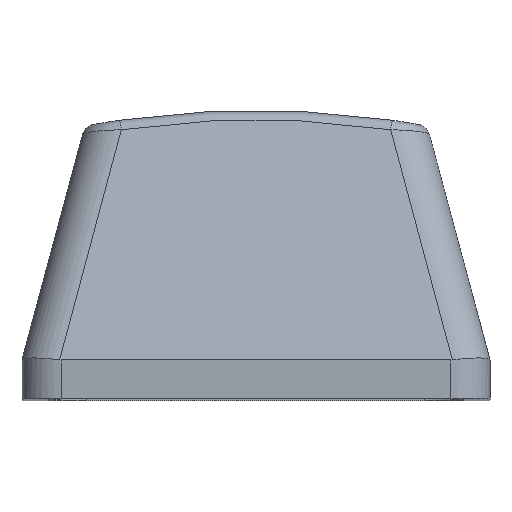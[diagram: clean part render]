
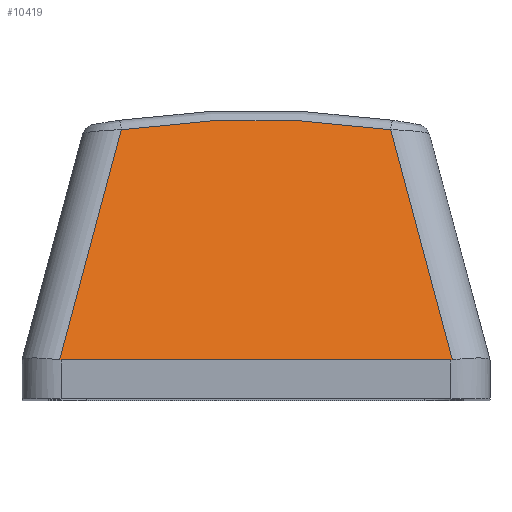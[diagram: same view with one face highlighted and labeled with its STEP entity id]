
A CAD part, top view. The second image highlights one B-rep face of the part: STEP entity #10419.
In plain terms, the highlighted planar face has unit normal (0, 0.259, 0.966).
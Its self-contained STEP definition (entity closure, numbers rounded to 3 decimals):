
#551 = VECTOR ( 'NONE', #10778, 1000. ) ;
#1037 = CARTESIAN_POINT ( 'NONE',  ( 7.5, 0., 18.525 ) ) ;
#1074 = EDGE_CURVE ( 'NONE', #10831, #11455, #1940, .T. ) ;
#1376 = CARTESIAN_POINT ( 'NONE',  ( 5.178, 8.858, 16.152 ) ) ;
#1619 = VECTOR ( 'NONE', #10691, 1000. ) ;
#1662 = CARTESIAN_POINT ( 'NONE',  ( 6.512, 3.878, 17.486 ) ) ;
#1774 = ORIENTED_EDGE ( 'NONE', *, *, #6905, .T. ) ;
#1940 =( BOUNDED_CURVE ( )  B_SPLINE_CURVE ( 3, ( #6608, #7407, #6406, #9454 ),
 .UNSPECIFIED., .F., .F. ) 
 B_SPLINE_CURVE_WITH_KNOTS ( ( 4, 4 ),
 ( 3.108, 3.142 ),
 .UNSPECIFIED. ) 
 CURVE ( )  GEOMETRIC_REPRESENTATION_ITEM ( )  RATIONAL_B_SPLINE_CURVE ( ( 1., 1., 1., 1. ) ) 
 REPRESENTATION_ITEM ( '' )  );
#2027 = LINE ( 'NONE', #1662, #4016 ) ;
#2716 = CARTESIAN_POINT ( 'NONE',  ( 7.5, 0., 18.525 ) ) ;
#2724 = ORIENTED_EDGE ( 'NONE', *, *, #10480, .T. ) ;
#2887 = VERTEX_POINT ( 'NONE', #1376 ) ;
#3066 =( BOUNDED_CURVE ( )  B_SPLINE_CURVE ( 3, ( #6773, #12994, #7031, #8901 ),
 .UNSPECIFIED., .F., .F. ) 
 B_SPLINE_CURVE_WITH_KNOTS ( ( 4, 4 ),
 ( 2.995, 3.288 ),
 .UNSPECIFIED. ) 
 CURVE ( )  GEOMETRIC_REPRESENTATION_ITEM ( )  RATIONAL_B_SPLINE_CURVE ( ( 1., 0.993, 0.993, 1. ) ) 
 REPRESENTATION_ITEM ( '' )  );
#3435 = EDGE_CURVE ( 'NONE', #7939, #10831, #9601, .T. ) ;
#3472 = CARTESIAN_POINT ( 'NONE',  ( -9., 0., 18.525 ) ) ;
#3514 = CARTESIAN_POINT ( 'NONE',  ( -9., 0., 18.525 ) ) ;
#3647 = PLANE ( 'NONE',  #7609 ) ;
#3724 = ORIENTED_EDGE ( 'NONE', *, *, #1074, .T. ) ;
#4016 = VECTOR ( 'NONE', #12104, 1000. ) ;
#5024 = CARTESIAN_POINT ( 'NONE',  ( 7.55, 0.003, 18.524 ) ) ;
#5351 = VERTEX_POINT ( 'NONE', #10240 ) ;
#5571 = ORIENTED_EDGE ( 'NONE', *, *, #3435, .T. ) ;
#5596 = EDGE_CURVE ( 'NONE', #11455, #7333, #12758, .T. ) ;
#5628 = CARTESIAN_POINT ( 'NONE',  ( -7.5, 0., 18.525 ) ) ;
#5936 = EDGE_CURVE ( 'NONE', #2887, #7939, #3066, .T. ) ;
#6406 = CARTESIAN_POINT ( 'NONE',  ( -7.517, 0., 18.525 ) ) ;
#6608 = CARTESIAN_POINT ( 'NONE',  ( -7.55, 0.003, 18.524 ) ) ;
#6773 = CARTESIAN_POINT ( 'NONE',  ( 5.178, 8.858, 16.152 ) ) ;
#6905 = EDGE_CURVE ( 'NONE', #7333, #5351, #10757, .T. ) ;
#6995 = ORIENTED_EDGE ( 'NONE', *, *, #5936, .T. ) ;
#7031 = CARTESIAN_POINT ( 'NONE',  ( -1.738, 9.365, 16.016 ) ) ;
#7333 = VERTEX_POINT ( 'NONE', #1037 ) ;
#7407 = CARTESIAN_POINT ( 'NONE',  ( -7.534, 0.001, 18.525 ) ) ;
#7609 = AXIS2_PLACEMENT_3D ( 'NONE', #3514, #9613, #11400 ) ;
#7922 = CARTESIAN_POINT ( 'NONE',  ( -7.55, 0.003, 18.524 ) ) ;
#7939 = VERTEX_POINT ( 'NONE', #9973 ) ;
#8013 = CARTESIAN_POINT ( 'NONE',  ( 7.534, 0.001, 18.525 ) ) ;
#8901 = CARTESIAN_POINT ( 'NONE',  ( -5.178, 8.858, 16.152 ) ) ;
#9454 = CARTESIAN_POINT ( 'NONE',  ( -7.5, 0., 18.525 ) ) ;
#9601 = LINE ( 'NONE', #10717, #551 ) ;
#9613 = DIRECTION ( 'NONE',  ( 0., 0.259, 0.966 ) ) ;
#9973 = CARTESIAN_POINT ( 'NONE',  ( -5.178, 8.858, 16.152 ) ) ;
#10240 = CARTESIAN_POINT ( 'NONE',  ( 7.55, 0.003, 18.524 ) ) ;
#10419 = ADVANCED_FACE ( 'NONE', ( #10607 ), #3647, .T. ) ;
#10480 = EDGE_CURVE ( 'NONE', #5351, #2887, #2027, .T. ) ;
#10607 = FACE_OUTER_BOUND ( 'NONE', #12566, .T. ) ;
#10691 = DIRECTION ( 'NONE',  ( 1., 0., 0. ) ) ;
#10717 = CARTESIAN_POINT ( 'NONE',  ( -7.642, -0.339, 18.616 ) ) ;
#10757 =( BOUNDED_CURVE ( )  B_SPLINE_CURVE ( 3, ( #2716, #12853, #8013, #5024 ),
 .UNSPECIFIED., .F., .F. ) 
 B_SPLINE_CURVE_WITH_KNOTS ( ( 4, 4 ),
 ( 3.142, 3.175 ),
 .UNSPECIFIED. ) 
 CURVE ( )  GEOMETRIC_REPRESENTATION_ITEM ( )  RATIONAL_B_SPLINE_CURVE ( ( 1., 1., 1., 1. ) ) 
 REPRESENTATION_ITEM ( '' )  );
#10778 = DIRECTION ( 'NONE',  ( -0.251, -0.935, 0.251 ) ) ;
#10831 = VERTEX_POINT ( 'NONE', #7922 ) ;
#11400 = DIRECTION ( 'NONE',  ( 0., -0.966, 0.259 ) ) ;
#11455 = VERTEX_POINT ( 'NONE', #5628 ) ;
#11518 = ORIENTED_EDGE ( 'NONE', *, *, #5596, .T. ) ;
#12104 = DIRECTION ( 'NONE',  ( -0.251, 0.935, -0.251 ) ) ;
#12566 = EDGE_LOOP ( 'NONE', ( #2724, #6995, #5571, #3724, #11518, #1774 ) ) ;
#12758 = LINE ( 'NONE', #3472, #1619 ) ;
#12853 = CARTESIAN_POINT ( 'NONE',  ( 7.517, 0., 18.525 ) ) ;
#12994 = CARTESIAN_POINT ( 'NONE',  ( 1.738, 9.365, 16.016 ) ) ;
